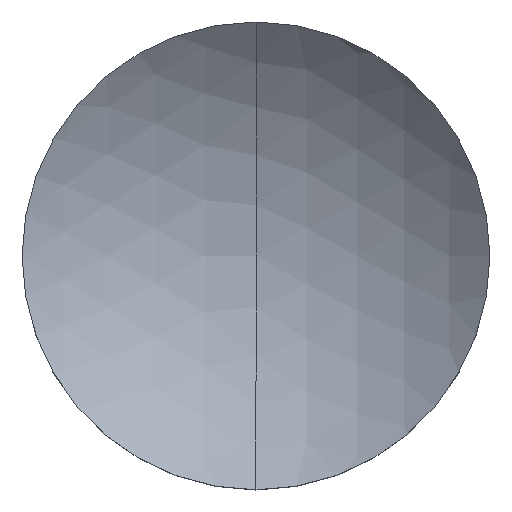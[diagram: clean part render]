
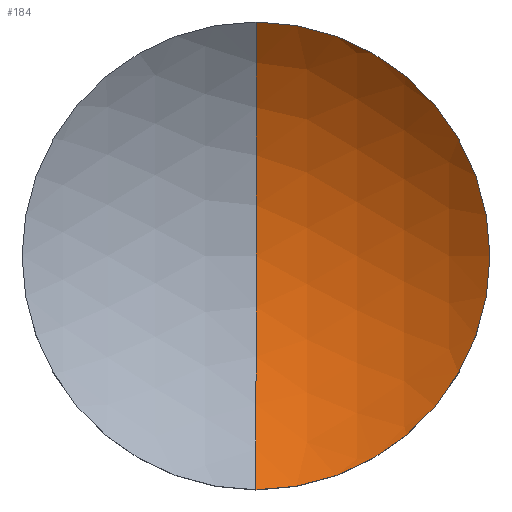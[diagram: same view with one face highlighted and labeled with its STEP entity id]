
A CAD part, top view. The second image highlights one B-rep face of the part: STEP entity #184.
In plain terms, the highlighted spherical face has radius 38.59 mm.
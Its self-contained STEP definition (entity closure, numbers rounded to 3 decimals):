
#1 = DIRECTION ( 'NONE',  ( 0., -1., 0. ) ) ;
#12 = DIRECTION ( 'NONE',  ( -1., 0., 0. ) ) ;
#13 = CARTESIAN_POINT ( 'NONE',  ( 0., 0., 35.571 ) ) ;
#14 = AXIS2_PLACEMENT_3D ( 'NONE', #13, #12, #1 ) ;
#15 = CIRCLE ( 'NONE', #14, 38.59 ) ;
#25 = CARTESIAN_POINT ( 'NONE',  ( 0., 25.4, 6.519 ) ) ;
#26 = DIRECTION ( 'NONE',  ( 1., 0., 0. ) ) ;
#27 = DIRECTION ( 'NONE',  ( 0., 0., 1. ) ) ;
#28 = CARTESIAN_POINT ( 'NONE',  ( 0., 0., 6.519 ) ) ;
#29 = AXIS2_PLACEMENT_3D ( 'NONE', #28, #27, #26 ) ;
#34 = CIRCLE ( 'NONE', #29, 25.4 ) ;
#55 = FACE_OUTER_BOUND ( 'NONE', #180, .T. ) ;
#60 = DIRECTION ( 'NONE',  ( 0., 1., 0. ) ) ;
#61 = DIRECTION ( 'NONE',  ( -1., 0., 0. ) ) ;
#62 = CARTESIAN_POINT ( 'NONE',  ( 0., 0., 35.571 ) ) ;
#63 = AXIS2_PLACEMENT_3D ( 'NONE', #62, #61, #60 ) ;
#64 = SPHERICAL_SURFACE ( 'NONE', #63, 38.59 ) ;
#99 = CARTESIAN_POINT ( 'NONE',  ( 25.4, 0., 6.519 ) ) ;
#145 = ORIENTED_EDGE ( 'NONE', *, *, #153, .T. ) ;
#146 = EDGE_CURVE ( 'NONE', #151, #182, #149, .T. ) ;
#148 = AXIS2_PLACEMENT_3D ( 'NONE', #165, #168, #167 ) ;
#149 = CIRCLE ( 'NONE', #148, 38.59 ) ;
#151 = VERTEX_POINT ( 'NONE', #260 ) ;
#152 = VERTEX_POINT ( 'NONE', #213 ) ;
#153 = EDGE_CURVE ( 'NONE', #152, #190, #248, .T. ) ;
#156 = ORIENTED_EDGE ( 'NONE', *, *, #164, .T. ) ;
#164 = EDGE_CURVE ( 'NONE', #151, #152, #15, .T. ) ;
#165 = CARTESIAN_POINT ( 'NONE',  ( 0., 0., 35.571 ) ) ;
#167 = DIRECTION ( 'NONE',  ( 0., 0., -1. ) ) ;
#168 = DIRECTION ( 'NONE',  ( 1., 0., 0. ) ) ;
#171 = ORIENTED_EDGE ( 'NONE', *, *, #179, .T. ) ;
#177 = ORIENTED_EDGE ( 'NONE', *, *, #146, .F. ) ;
#179 = EDGE_CURVE ( 'NONE', #190, #182, #34, .T. ) ;
#180 = EDGE_LOOP ( 'NONE', ( #177, #156, #145, #171 ) ) ;
#182 = VERTEX_POINT ( 'NONE', #25 ) ;
#184 = ADVANCED_FACE ( 'NONE', ( #55 ), #64, .F. ) ;
#190 = VERTEX_POINT ( 'NONE', #99 ) ;
#213 = CARTESIAN_POINT ( 'NONE',  ( 0., -25.4, 6.519 ) ) ;
#245 = DIRECTION ( 'NONE',  ( 0., 0., 1. ) ) ;
#246 = CARTESIAN_POINT ( 'NONE',  ( 0., 0., 6.519 ) ) ;
#247 = AXIS2_PLACEMENT_3D ( 'NONE', #246, #245, #256 ) ;
#248 = CIRCLE ( 'NONE', #247, 25.4 ) ;
#256 = DIRECTION ( 'NONE',  ( 1., 0., 0. ) ) ;
#260 = CARTESIAN_POINT ( 'NONE',  ( 0., 0., -3.019 ) ) ;
